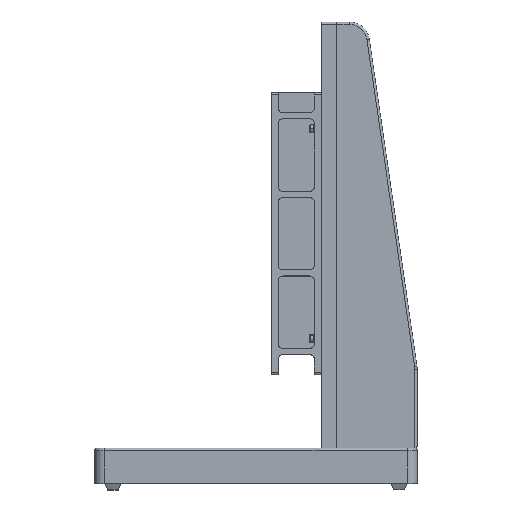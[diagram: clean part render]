
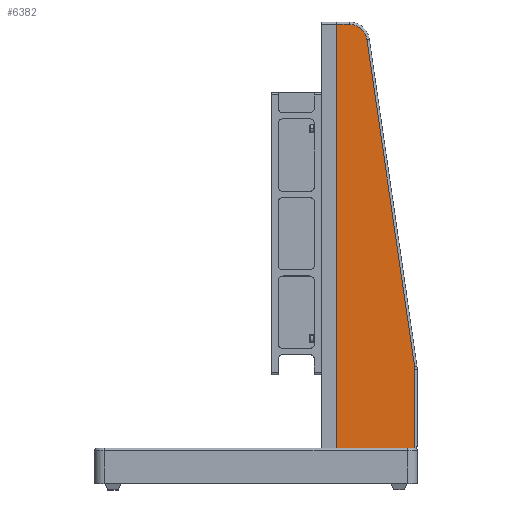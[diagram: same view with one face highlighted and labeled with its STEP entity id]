
A CAD part, top view. The second image highlights one B-rep face of the part: STEP entity #6382.
In plain terms, the highlighted planar face has unit normal (0, 0, 1).
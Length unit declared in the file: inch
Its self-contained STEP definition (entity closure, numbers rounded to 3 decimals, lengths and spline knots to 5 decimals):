
#327 = ORIENTED_EDGE ( 'NONE', *, *, #16213, .T. ) ;
#577 = AXIS2_PLACEMENT_3D ( 'NONE', #16415, #5099, #18302 ) ;
#773 = DIRECTION ( 'NONE',  ( -1., 0., 0. ) ) ;
#783 = VERTEX_POINT ( 'NONE', #13404 ) ;
#841 = CARTESIAN_POINT ( 'NONE',  ( 8.80574, 14.21037, -1.19085 ) ) ;
#1471 = CARTESIAN_POINT ( 'NONE',  ( 8.80574, 15.09037, -1.19085 ) ) ;
#1583 = VERTEX_POINT ( 'NONE', #16782 ) ;
#1852 = ORIENTED_EDGE ( 'NONE', *, *, #3103, .F. ) ;
#2442 = VERTEX_POINT ( 'NONE', #10901 ) ;
#2749 = DIRECTION ( 'NONE',  ( -1., 0., 0. ) ) ;
#3103 = EDGE_CURVE ( 'NONE', #783, #1583, #19054, .T. ) ;
#3172 = EDGE_LOOP ( 'NONE', ( #18757, #14909, #327, #14628, #19490, #17694, #1852 ) ) ;
#3556 = CARTESIAN_POINT ( 'NONE',  ( 8.17051, -5.93663, -1.19085 ) ) ;
#4554 = CARTESIAN_POINT ( 'NONE',  ( 12.05051, -5.93663, -1.19085 ) ) ;
#4777 = VECTOR ( 'NONE', #5730, 39.37008 ) ;
#4980 = LINE ( 'NONE', #22702, #4777 ) ;
#5099 = DIRECTION ( 'NONE',  ( 0., 0., 1. ) ) ;
#5266 = VECTOR ( 'NONE', #14612, 39.37008 ) ;
#5467 = VECTOR ( 'NONE', #16468, 39.37008 ) ;
#5730 = DIRECTION ( 'NONE',  ( -0.144, 0.99, 0. ) ) ;
#6382 = ADVANCED_FACE ( 'NONE', ( #16230 ), #17638, .F. ) ;
#6889 = VERTEX_POINT ( 'NONE', #17373 ) ;
#7235 = CARTESIAN_POINT ( 'NONE',  ( 12.04131, -1.88219, -1.19085 ) ) ;
#8333 = CARTESIAN_POINT ( 'NONE',  ( 12.05051, -2.00915, -1.19085 ) ) ;
#8926 = CIRCLE ( 'NONE', #12500, 0.88 ) ;
#9193 = CIRCLE ( 'NONE', #577, 0.88 ) ;
#9290 = VECTOR ( 'NONE', #23395, 39.37008 ) ;
#9631 = VECTOR ( 'NONE', #19989, 39.37008 ) ;
#10901 = CARTESIAN_POINT ( 'NONE',  ( 9.67653, 14.33733, -1.19085 ) ) ;
#12043 = DIRECTION ( 'NONE',  ( 0., 0., 1. ) ) ;
#12375 = CARTESIAN_POINT ( 'NONE',  ( 12.05051, 14.21037, -1.19085 ) ) ;
#12500 = AXIS2_PLACEMENT_3D ( 'NONE', #23288, #12043, #773 ) ;
#13344 = VERTEX_POINT ( 'NONE', #8333 ) ;
#13404 = CARTESIAN_POINT ( 'NONE',  ( 8.17051, -5.93663, -1.19085 ) ) ;
#13952 = CARTESIAN_POINT ( 'NONE',  ( 8.80574, 15.09037, -1.19085 ) ) ;
#13979 = DIRECTION ( 'NONE',  ( 0., 0., -1. ) ) ;
#14612 = DIRECTION ( 'NONE',  ( -1., 0., 0. ) ) ;
#14628 = ORIENTED_EDGE ( 'NONE', *, *, #18787, .T. ) ;
#14906 = EDGE_CURVE ( 'NONE', #6889, #783, #24253, .T. ) ;
#14909 = ORIENTED_EDGE ( 'NONE', *, *, #22023, .T. ) ;
#16213 = EDGE_CURVE ( 'NONE', #13344, #23916, #9193, .T. ) ;
#16230 = FACE_OUTER_BOUND ( 'NONE', #3172, .T. ) ;
#16415 = CARTESIAN_POINT ( 'NONE',  ( 11.17051, -2.00915, -1.19085 ) ) ;
#16468 = DIRECTION ( 'NONE',  ( 0., 1., 0. ) ) ;
#16782 = CARTESIAN_POINT ( 'NONE',  ( 8.17051, 15.09037, -1.19085 ) ) ;
#17373 = CARTESIAN_POINT ( 'NONE',  ( 12.05051, -5.93663, -1.19085 ) ) ;
#17638 = PLANE ( 'NONE',  #18813 ) ;
#17694 = ORIENTED_EDGE ( 'NONE', *, *, #18664, .T. ) ;
#18302 = DIRECTION ( 'NONE',  ( -1., 0., 0. ) ) ;
#18664 = EDGE_CURVE ( 'NONE', #18984, #1583, #23010, .T. ) ;
#18757 = ORIENTED_EDGE ( 'NONE', *, *, #14906, .F. ) ;
#18787 = EDGE_CURVE ( 'NONE', #23916, #2442, #4980, .T. ) ;
#18813 = AXIS2_PLACEMENT_3D ( 'NONE', #841, #13979, #2749 ) ;
#18984 = VERTEX_POINT ( 'NONE', #13952 ) ;
#19054 = LINE ( 'NONE', #3556, #5467 ) ;
#19076 = LINE ( 'NONE', #12375, #9631 ) ;
#19490 = ORIENTED_EDGE ( 'NONE', *, *, #24100, .T. ) ;
#19989 = DIRECTION ( 'NONE',  ( 0., 1., 0. ) ) ;
#22023 = EDGE_CURVE ( 'NONE', #6889, #13344, #19076, .T. ) ;
#22702 = CARTESIAN_POINT ( 'NONE',  ( 9.67653, 14.33733, -1.19085 ) ) ;
#23010 = LINE ( 'NONE', #1471, #5266 ) ;
#23288 = CARTESIAN_POINT ( 'NONE',  ( 8.80574, 14.21037, -1.19085 ) ) ;
#23395 = DIRECTION ( 'NONE',  ( -1., 0., 0. ) ) ;
#23916 = VERTEX_POINT ( 'NONE', #7235 ) ;
#24100 = EDGE_CURVE ( 'NONE', #2442, #18984, #8926, .T. ) ;
#24253 = LINE ( 'NONE', #4554, #9290 ) ;
